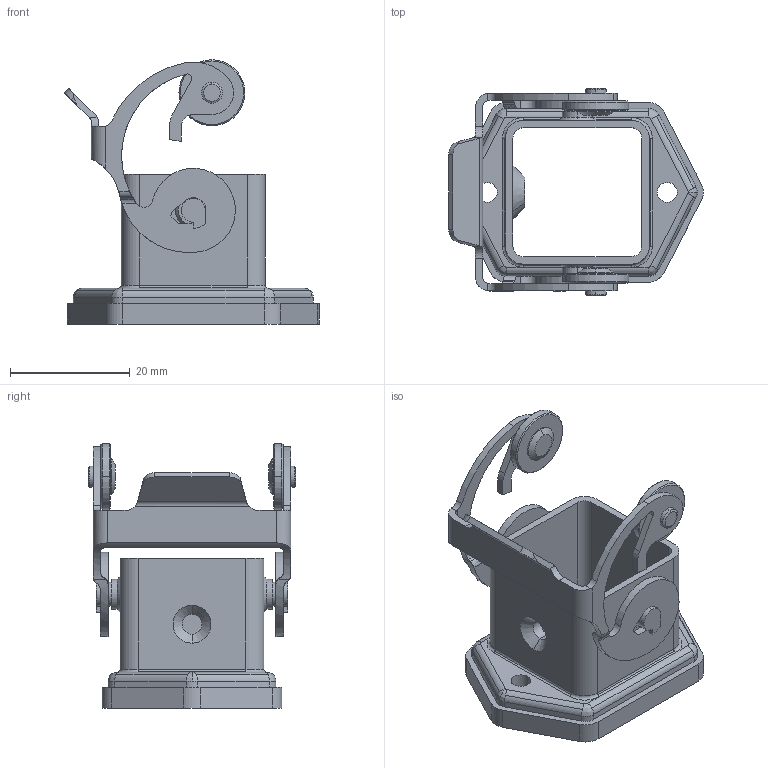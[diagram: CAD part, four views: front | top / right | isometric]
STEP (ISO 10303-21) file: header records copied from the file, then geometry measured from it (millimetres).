
FILE_DESCRIPTION((''),'2;1');
FILE_NAME('CKAXW 03 I.stp','2006-12-07T10:32:17',('gembarski'),(''),'Autodesk Inventor 7','Autodesk Inventor 7','');
FILE_SCHEMA(('AUTOMOTIVE_DESIGN { 1 0 10303 214 1 1 1 1 }'));
Length unit declared in the file: millimetre
Products named in the file (1): CKAXW 03 I
Bounding box: 42.45 x 34.6 x 44.1 mm (x, y, z)
Volume: 6918.2 mm3; surface area: 8675.2 mm2
Topology: 1 solids, 1 shells, 314 faces, 834 edges, 542 vertices
Faces by surface type: cylinder 135, plane 115, bspline 46, cone 18
Entity records: 10775 total; most frequent: CARTESIAN_POINT 2875, ORIENTED_EDGE 1668, DIRECTION 1648, EDGE_CURVE 834, AXIS2_PLACEMENT_3D 591, VERTEX_POINT 542, VECTOR 466, LINE 466
